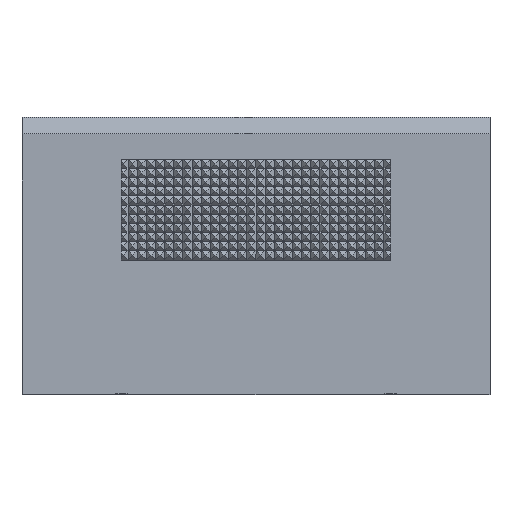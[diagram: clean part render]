
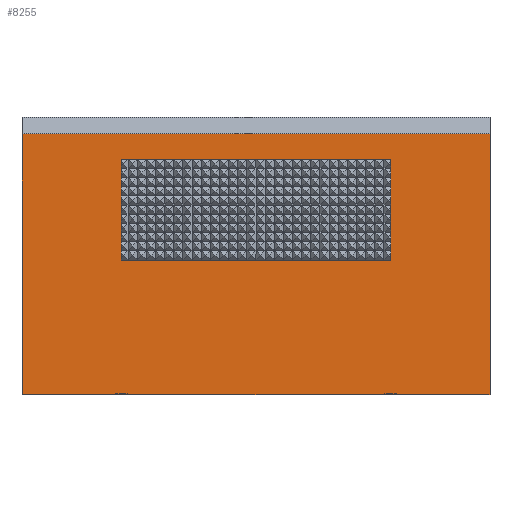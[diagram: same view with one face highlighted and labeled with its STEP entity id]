
A CAD part, top view. The second image highlights one B-rep face of the part: STEP entity #8255.
In plain terms, the highlighted planar face has unit normal (0, 0, 1).
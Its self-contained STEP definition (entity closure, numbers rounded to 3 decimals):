
#13 = CARTESIAN_POINT ( 'NONE',  ( 27.8, 0., 6.9 ) ) ;
#46 = VECTOR ( 'NONE', #9522, 1000. ) ;
#343 = CARTESIAN_POINT ( 'NONE',  ( 5.9, 15.5, 6.9 ) ) ;
#577 = CARTESIAN_POINT ( 'NONE',  ( 27.8, 15.5, 6.9 ) ) ;
#810 = VERTEX_POINT ( 'NONE', #22433 ) ;
#859 = VECTOR ( 'NONE', #17338, 1000. ) ;
#879 = B_SPLINE_CURVE_WITH_KNOTS ( 'NONE', 3,
 ( #20215, #5554, #3398, #16098 ),
 .UNSPECIFIED., .F., .F.,
 ( 4, 4 ),
 ( 0., 0.001 ),
 .UNSPECIFIED. ) ;
#1075 = VERTEX_POINT ( 'NONE', #6527 ) ;
#1236 = CARTESIAN_POINT ( 'NONE',  ( 5.9, 0.075, 6.9 ) ) ;
#1720 = DIRECTION ( 'NONE',  ( 0., 1., 0. ) ) ;
#1947 = CARTESIAN_POINT ( 'NONE',  ( 5.9, 14., 6.9 ) ) ;
#2090 = ORIENTED_EDGE ( 'NONE', *, *, #23391, .F. ) ;
#2557 = ORIENTED_EDGE ( 'NONE', *, *, #15306, .T. ) ;
#2899 = EDGE_CURVE ( 'NONE', #14690, #11842, #7022, .T. ) ;
#3050 = CARTESIAN_POINT ( 'NONE',  ( 5.9, 0.075, 6.9 ) ) ;
#3221 = EDGE_CURVE ( 'NONE', #1075, #11842, #12018, .T. ) ;
#3222 = EDGE_CURVE ( 'NONE', #20142, #26751, #5877, .T. ) ;
#3359 = ORIENTED_EDGE ( 'NONE', *, *, #3817, .F. ) ;
#3375 = LINE ( 'NONE', #343, #17896 ) ;
#3398 = CARTESIAN_POINT ( 'NONE',  ( 22.13, 0.075, 6.9 ) ) ;
#3817 = EDGE_CURVE ( 'NONE', #21486, #4198, #20703, .T. ) ;
#4198 = VERTEX_POINT ( 'NONE', #13 ) ;
#4268 = LINE ( 'NONE', #12353, #7133 ) ;
#4278 = DIRECTION ( 'NONE',  ( 0., -1., 0. ) ) ;
#4400 = DIRECTION ( 'NONE',  ( 0., 1., 0. ) ) ;
#4594 = ORIENTED_EDGE ( 'NONE', *, *, #19279, .F. ) ;
#4692 = ORIENTED_EDGE ( 'NONE', *, *, #25498, .F. ) ;
#5187 = ORIENTED_EDGE ( 'NONE', *, *, #18705, .F. ) ;
#5261 = CARTESIAN_POINT ( 'NONE',  ( 27.8, 0., 6.9 ) ) ;
#5342 = DIRECTION ( 'NONE',  ( 1., 0., 0. ) ) ;
#5350 = CARTESIAN_POINT ( 'NONE',  ( 5.671, 0.075, 6.9 ) ) ;
#5554 = CARTESIAN_POINT ( 'NONE',  ( 22.359, 0.049, 6.9 ) ) ;
#5614 = CARTESIAN_POINT ( 'NONE',  ( 5.214, 0., 6.9 ) ) ;
#5877 = LINE ( 'NONE', #5261, #11655 ) ;
#6247 = CARTESIAN_POINT ( 'NONE',  ( 5.9, 0.075, 6.9 ) ) ;
#6527 = CARTESIAN_POINT ( 'NONE',  ( 0., 0., 6.9 ) ) ;
#7022 = B_SPLINE_CURVE_WITH_KNOTS ( 'NONE', 3,
 ( #1236, #5350, #19832, #17819 ),
 .UNSPECIFIED., .F., .F.,
 ( 4, 4 ),
 ( 0.001, 0.001 ),
 .UNSPECIFIED. ) ;
#7133 = VECTOR ( 'NONE', #8203, 1000. ) ;
#7139 = CARTESIAN_POINT ( 'NONE',  ( 6.586, 0., 6.9 ) ) ;
#7242 = ORIENTED_EDGE ( 'NONE', *, *, #3221, .T. ) ;
#7537 = ORIENTED_EDGE ( 'NONE', *, *, #22293, .F. ) ;
#7678 = CARTESIAN_POINT ( 'NONE',  ( 21.9, 0.075, 6.9 ) ) ;
#7910 = EDGE_CURVE ( 'NONE', #16117, #25571, #4268, .T. ) ;
#8120 = VECTOR ( 'NONE', #5342, 1000. ) ;
#8203 = DIRECTION ( 'NONE',  ( 1., 0., 0. ) ) ;
#8255 = ADVANCED_FACE ( 'NONE', ( #17818, #20452 ), #8507, .F. ) ;
#8507 = PLANE ( 'NONE',  #17148 ) ;
#8599 = CARTESIAN_POINT ( 'NONE',  ( 0., 0., 6.9 ) ) ;
#8716 = CARTESIAN_POINT ( 'NONE',  ( 21.214, 0., 6.9 ) ) ;
#8935 = B_SPLINE_CURVE_WITH_KNOTS ( 'NONE', 3,
 ( #7678, #24289, #20211, #26379 ),
 .UNSPECIFIED., .F., .F.,
 ( 4, 4 ),
 ( 0.001, 0.001 ),
 .UNSPECIFIED. ) ;
#9276 = CARTESIAN_POINT ( 'NONE',  ( 22.586, 0., 6.9 ) ) ;
#9522 = DIRECTION ( 'NONE',  ( 0., -1., 0. ) ) ;
#10997 = CARTESIAN_POINT ( 'NONE',  ( 21.9, 8., 6.9 ) ) ;
#11299 = CARTESIAN_POINT ( 'NONE',  ( 21.9, 0.075, 6.9 ) ) ;
#11655 = VECTOR ( 'NONE', #19822, 1000. ) ;
#11786 = LINE ( 'NONE', #13166, #859 ) ;
#11833 = LINE ( 'NONE', #8599, #25505 ) ;
#11842 = VERTEX_POINT ( 'NONE', #5614 ) ;
#11864 = LINE ( 'NONE', #25613, #12197 ) ;
#11980 = LINE ( 'NONE', #26505, #16180 ) ;
#12018 = LINE ( 'NONE', #17718, #8120 ) ;
#12122 = EDGE_LOOP ( 'NONE', ( #23560, #3359, #2557, #12349, #7242, #19719, #5187, #21371, #2090, #7537 ) ) ;
#12197 = VECTOR ( 'NONE', #19592, 1000. ) ;
#12349 = ORIENTED_EDGE ( 'NONE', *, *, #23118, .T. ) ;
#12353 = CARTESIAN_POINT ( 'NONE',  ( 27.8, 8., 6.9 ) ) ;
#13031 = CARTESIAN_POINT ( 'NONE',  ( 5.9, 8., 6.9 ) ) ;
#13166 = CARTESIAN_POINT ( 'NONE',  ( 27.8, 14., 6.9 ) ) ;
#13288 = CARTESIAN_POINT ( 'NONE',  ( 6.359, 0.049, 6.9 ) ) ;
#14368 = ORIENTED_EDGE ( 'NONE', *, *, #7910, .F. ) ;
#14488 = VERTEX_POINT ( 'NONE', #1947 ) ;
#14690 = VERTEX_POINT ( 'NONE', #6247 ) ;
#14823 = DIRECTION ( 'NONE',  ( 1., 0., 0. ) ) ;
#15169 = B_SPLINE_CURVE_WITH_KNOTS ( 'NONE', 3,
 ( #7139, #13288, #15368, #3050 ),
 .UNSPECIFIED., .F., .F.,
 ( 4, 4 ),
 ( 0., 0.001 ),
 .UNSPECIFIED. ) ;
#15306 = EDGE_CURVE ( 'NONE', #21486, #23878, #11864, .T. ) ;
#15368 = CARTESIAN_POINT ( 'NONE',  ( 6.13, 0.075, 6.9 ) ) ;
#16098 = CARTESIAN_POINT ( 'NONE',  ( 21.9, 0.075, 6.9 ) ) ;
#16117 = VERTEX_POINT ( 'NONE', #13031 ) ;
#16180 = VECTOR ( 'NONE', #1720, 1000. ) ;
#16883 = CARTESIAN_POINT ( 'NONE',  ( 0., 15.5, 6.9 ) ) ;
#17063 = ORIENTED_EDGE ( 'NONE', *, *, #23947, .F. ) ;
#17148 = AXIS2_PLACEMENT_3D ( 'NONE', #22884, #24771, #4400 ) ;
#17338 = DIRECTION ( 'NONE',  ( -1., 0., 0. ) ) ;
#17718 = CARTESIAN_POINT ( 'NONE',  ( 27.8, 0., 6.9 ) ) ;
#17818 = FACE_OUTER_BOUND ( 'NONE', #12122, .T. ) ;
#17819 = CARTESIAN_POINT ( 'NONE',  ( 5.214, 0., 6.9 ) ) ;
#17896 = VECTOR ( 'NONE', #4278, 1000. ) ;
#18705 = EDGE_CURVE ( 'NONE', #20142, #14690, #15169, .T. ) ;
#19279 = EDGE_CURVE ( 'NONE', #25571, #810, #11980, .T. ) ;
#19592 = DIRECTION ( 'NONE',  ( -1., 0., 0. ) ) ;
#19719 = ORIENTED_EDGE ( 'NONE', *, *, #2899, .F. ) ;
#19822 = DIRECTION ( 'NONE',  ( 1., 0., 0. ) ) ;
#19832 = CARTESIAN_POINT ( 'NONE',  ( 5.44, 0.049, 6.9 ) ) ;
#19866 = CARTESIAN_POINT ( 'NONE',  ( 27.8, 0., 6.9 ) ) ;
#20142 = VERTEX_POINT ( 'NONE', #23292 ) ;
#20211 = CARTESIAN_POINT ( 'NONE',  ( 21.44, 0.049, 6.9 ) ) ;
#20215 = CARTESIAN_POINT ( 'NONE',  ( 22.586, 0., 6.9 ) ) ;
#20452 = FACE_BOUND ( 'NONE', #26609, .T. ) ;
#20676 = VECTOR ( 'NONE', #14823, 1000. ) ;
#20703 = LINE ( 'NONE', #19866, #46 ) ;
#21371 = ORIENTED_EDGE ( 'NONE', *, *, #3222, .T. ) ;
#21486 = VERTEX_POINT ( 'NONE', #577 ) ;
#22021 = EDGE_CURVE ( 'NONE', #26366, #4198, #22649, .T. ) ;
#22293 = EDGE_CURVE ( 'NONE', #26366, #25173, #879, .T. ) ;
#22433 = CARTESIAN_POINT ( 'NONE',  ( 21.9, 14., 6.9 ) ) ;
#22649 = LINE ( 'NONE', #23225, #20676 ) ;
#22884 = CARTESIAN_POINT ( 'NONE',  ( 27.8, 15.5, 6.9 ) ) ;
#23118 = EDGE_CURVE ( 'NONE', #23878, #1075, #11833, .T. ) ;
#23225 = CARTESIAN_POINT ( 'NONE',  ( 27.8, 0., 6.9 ) ) ;
#23292 = CARTESIAN_POINT ( 'NONE',  ( 6.586, 0., 6.9 ) ) ;
#23391 = EDGE_CURVE ( 'NONE', #25173, #26751, #8935, .T. ) ;
#23560 = ORIENTED_EDGE ( 'NONE', *, *, #22021, .T. ) ;
#23878 = VERTEX_POINT ( 'NONE', #16883 ) ;
#23947 = EDGE_CURVE ( 'NONE', #810, #14488, #11786, .T. ) ;
#24289 = CARTESIAN_POINT ( 'NONE',  ( 21.671, 0.075, 6.9 ) ) ;
#24771 = DIRECTION ( 'NONE',  ( 0., 0., -1. ) ) ;
#25173 = VERTEX_POINT ( 'NONE', #11299 ) ;
#25493 = DIRECTION ( 'NONE',  ( 0., -1., 0. ) ) ;
#25498 = EDGE_CURVE ( 'NONE', #14488, #16117, #3375, .T. ) ;
#25505 = VECTOR ( 'NONE', #25493, 1000. ) ;
#25571 = VERTEX_POINT ( 'NONE', #10997 ) ;
#25613 = CARTESIAN_POINT ( 'NONE',  ( 27.8, 15.5, 6.9 ) ) ;
#26366 = VERTEX_POINT ( 'NONE', #9276 ) ;
#26379 = CARTESIAN_POINT ( 'NONE',  ( 21.214, 0., 6.9 ) ) ;
#26505 = CARTESIAN_POINT ( 'NONE',  ( 21.9, 15.5, 6.9 ) ) ;
#26609 = EDGE_LOOP ( 'NONE', ( #14368, #4692, #17063, #4594 ) ) ;
#26751 = VERTEX_POINT ( 'NONE', #8716 ) ;
